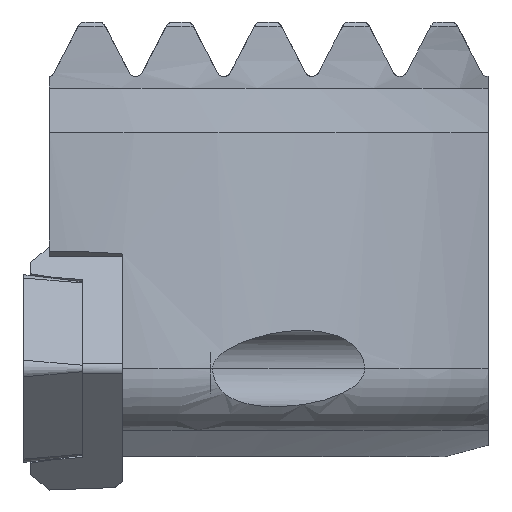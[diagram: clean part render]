
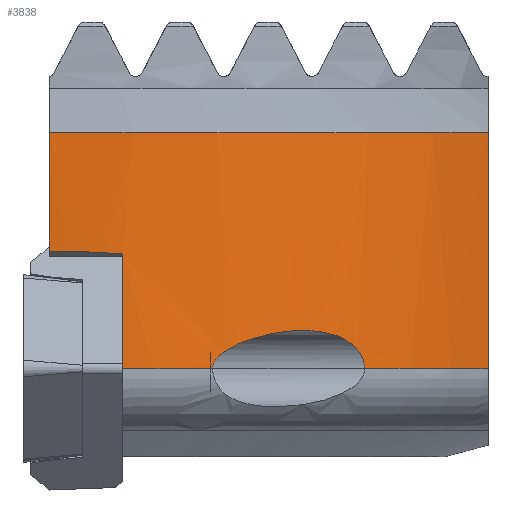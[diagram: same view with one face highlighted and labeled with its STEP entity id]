
A CAD part, left-side view. The second image highlights one B-rep face of the part: STEP entity #3838.
In plain terms, the highlighted cylindrical face has radius 37 mm (diameter 74 mm), a partial arc.
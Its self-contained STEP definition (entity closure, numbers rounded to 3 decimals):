
#3436=EDGE_CURVE('NONE',#6214,#5528,#8421,.F.);
#3838=ADVANCED_FACE('NONE',(#8862),#8863,.T.);
#3980=EDGE_CURVE('NONE',#5444,#4150,#9017,.F.);
#4080=EDGE_CURVE('NONE',#5444,#7212,#9129,.F.);
#4150=VERTEX_POINT('NONE',#9206);
#4314=EDGE_CURVE('NONE',#4150,#4672,#9385,.T.);
#4324=EDGE_CURVE('NONE',#6058,#6226,#9396,.F.);
#4672=VERTEX_POINT('NONE',#9782);
#4718=EDGE_CURVE('NONE',#6214,#7212,#9835,.F.);
#5444=VERTEX_POINT('NONE',#10659);
#5528=VERTEX_POINT('NONE',#10747);
#6058=VERTEX_POINT('NONE',#11322);
#6214=VERTEX_POINT('NONE',#11488);
#6226=VERTEX_POINT('NONE',#11502);
#6364=EDGE_CURVE('NONE',#6226,#4672,#11654,.F.);
#6712=EDGE_CURVE('NONE',#5528,#6058,#12041,.F.);
#7212=VERTEX_POINT('NONE',#12578);
#8421=LINE('',#16639,#16640);
#8862=FACE_OUTER_BOUND('',#18162,.T.);
#8863=CYLINDRICAL_SURFACE('',#18163,37.0);
#9017=ELLIPSE('',#18744,42.724,37.0);
#9129=LINE('',#19338,#19339);
#9206=CARTESIAN_POINT('',(-3.997,-5.1,7.796));
#9385=LINE('',#20133,#20134);
#9396=B_SPLINE_CURVE_WITH_KNOTS('',3,(#20149,#20150,#20151,#20152,#20153,#20154,#20155,#20156,#20157,#20158,#20159,#20160,#20161,#20162,#20163,#20164,#20165,#20166,#20167,#20168,#20169,#20170,#20171,#20172,#20173,#20174,#20175,#20176,#20177,#20178,#20179,#20180,#20181,#20182,#20183,#20184,#20185,#20186,#20187,#20188,#20189,#20190,#20191,#20192,#20193,#20194,#20195,#20196,#20197),.UNSPECIFIED.,.F.,.F.,(4,2,2,2,2,2,2,2,2,2,2,2,2,2,2,2,2,2,2,2,3,2,2,4),(-14.944,-14.432,-13.92,-13.477,-13.256,-13.034,-12.69,-12.347,-11.646,-10.945,-9.672,-8.4,-7.127,-5.854,-3.873,-2.883,-1.892,-1.419,-0.946,-0.473,0.0,0.462,0.925,1.593),.UNSPECIFIED.);
#9782=CARTESIAN_POINT('',(-3.997,-5.1,0.));
#9835=CIRCLE('',#22164,37.0);
#10659=CARTESIAN_POINT('',(-4.35,-0.1,8.0));
#10747=CARTESIAN_POINT('',(10.994,-30.0,0.));
#11322=CARTESIAN_POINT('',(2.6,-21.587,0.));
#11488=CARTESIAN_POINT('',(10.994,-30.0,16.069));
#11502=CARTESIAN_POINT('',(-2.6,-11.244,0.));
#11654=CIRCLE('',#28364,37.0);
#12041=CIRCLE('',#30453,37.0);
#12578=CARTESIAN_POINT('',(-4.35,-0.1,16.069));
#16639=CARTESIAN_POINT('',(10.994,-30.0,-9.968));
#16640=VECTOR('',#33685,1.0);
#18162=EDGE_LOOP('',(#34138,#34139,#34140,#34141,#34142,#34143,#34144,#34145));
#18163=AXIS2_PLACEMENT_3D('',#34146,#34147,#34148);
#18744=AXIS2_PLACEMENT_3D('',#34294,#34295,#34296);
#19338=CARTESIAN_POINT('',(-4.35,-0.1,-9.968));
#19339=VECTOR('',#34415,1.0);
#20133=CARTESIAN_POINT('',(-3.997,-5.1,-9.968));
#20134=VECTOR('',#34647,1.0);
#20149=CARTESIAN_POINT('',(-2.187,-12.466,-1.407));
#20150=CARTESIAN_POINT('',(-2.242,-12.312,-1.321));
#20151=CARTESIAN_POINT('',(-2.295,-12.161,-1.227));
#20152=CARTESIAN_POINT('',(-2.392,-11.878,-1.026));
#20153=CARTESIAN_POINT('',(-2.436,-11.746,-0.917));
#20154=CARTESIAN_POINT('',(-2.508,-11.53,-0.695));
#20155=CARTESIAN_POINT('',(-2.54,-11.43,-0.571));
#20156=CARTESIAN_POINT('',(-2.575,-11.322,-0.366));
#20157=CARTESIAN_POINT('',(-2.584,-11.294,-0.295));
#20158=CARTESIAN_POINT('',(-2.597,-11.254,-0.148));
#20159=CARTESIAN_POINT('',(-2.6,-11.244,-0.074));
#20160=CARTESIAN_POINT('',(-2.6,-11.244,0.115));
#20161=CARTESIAN_POINT('',(-2.592,-11.27,0.235));
#20162=CARTESIAN_POINT('',(-2.562,-11.364,0.459));
#20163=CARTESIAN_POINT('',(-2.54,-11.431,0.563));
#20164=CARTESIAN_POINT('',(-2.471,-11.643,0.831));
#20165=CARTESIAN_POINT('',(-2.409,-11.829,0.991));
#20166=CARTESIAN_POINT('',(-2.272,-12.227,1.274));
#20167=CARTESIAN_POINT('',(-2.197,-12.44,1.396));
#20168=CARTESIAN_POINT('',(-1.995,-12.996,1.683));
#20169=CARTESIAN_POINT('',(-1.848,-13.382,1.841));
#20170=CARTESIAN_POINT('',(-1.528,-14.179,2.114));
#20171=CARTESIAN_POINT('',(-1.355,-14.59,2.228));
#20172=CARTESIAN_POINT('',(-0.989,-15.415,2.413));
#20173=CARTESIAN_POINT('',(-0.796,-15.829,2.483));
#20174=CARTESIAN_POINT('',(-0.402,-16.637,2.577));
#20175=CARTESIAN_POINT('',(-0.2,-17.032,2.6));
#20176=CARTESIAN_POINT('',(0.311,-17.989,2.6));
#20177=CARTESIAN_POINT('',(0.667,-18.617,2.543));
#20178=CARTESIAN_POINT('',(1.205,-19.502,2.312));
#20179=CARTESIAN_POINT('',(1.384,-19.788,2.211));
#20180=CARTESIAN_POINT('',(1.73,-20.323,1.953));
#20181=CARTESIAN_POINT('',(1.896,-20.573,1.796));
#20182=CARTESIAN_POINT('',(2.118,-20.901,1.512));
#20183=CARTESIAN_POINT('',(2.19,-21.005,1.407));
#20184=CARTESIAN_POINT('',(2.324,-21.198,1.174));
#20185=CARTESIAN_POINT('',(2.385,-21.285,1.045));
#20186=CARTESIAN_POINT('',(2.488,-21.43,0.769));
#20187=CARTESIAN_POINT('',(2.529,-21.488,0.621));
#20188=CARTESIAN_POINT('',(2.585,-21.567,0.316));
#20189=CARTESIAN_POINT('',(2.6,-21.587,0.158));
#20190=CARTESIAN_POINT('',(2.6,-21.587,0.));
#20191=CARTESIAN_POINT('',(2.6,-21.587,-0.154));
#20192=CARTESIAN_POINT('',(2.585,-21.566,-0.32));
#20193=CARTESIAN_POINT('',(2.526,-21.484,-0.637));
#20194=CARTESIAN_POINT('',(2.482,-21.421,-0.788));
#20195=CARTESIAN_POINT('',(2.363,-21.253,-1.103));
#20196=CARTESIAN_POINT('',(2.269,-21.12,-1.283));
#20197=CARTESIAN_POINT('',(2.165,-20.968,-1.44));
#22164=AXIS2_PLACEMENT_3D('',#35138,#35139,#35140);
#28364=AXIS2_PLACEMENT_3D('',#36981,#36982,#36983);
#30453=AXIS2_PLACEMENT_3D('',#37380,#37381,#37382);
#33685=DIRECTION('',(0.,0.,1.0));
#34138=ORIENTED_EDGE('',*,*,#3436,.F.);
#34139=ORIENTED_EDGE('',*,*,#4718,.T.);
#34140=ORIENTED_EDGE('',*,*,#4080,.F.);
#34141=ORIENTED_EDGE('',*,*,#3980,.T.);
#34142=ORIENTED_EDGE('',*,*,#4314,.T.);
#34143=ORIENTED_EDGE('',*,*,#6364,.F.);
#34144=ORIENTED_EDGE('',*,*,#4324,.F.);
#34145=ORIENTED_EDGE('',*,*,#6712,.F.);
#34146=CARTESIAN_POINT('',(32.65,0.,-9.968));
#34147=DIRECTION('',(0.,0.,-1.0));
#34148=DIRECTION('',(-1.0,0.,0.));
#34294=CARTESIAN_POINT('',(32.65,0.,-13.362));
#34295=DIRECTION('',(-0.5,0.,-0.866));
#34296=DIRECTION('',(-0.866,0.,0.5));
#34415=DIRECTION('',(0.,0.,-1.0));
#34647=DIRECTION('',(0.,0.,-1.0));
#35138=CARTESIAN_POINT('',(32.65,0.,16.069));
#35139=DIRECTION('',(0.,0.,1.0));
#35140=DIRECTION('',(-1.0,0.,0.));
#36981=CARTESIAN_POINT('',(32.65,0.,0.));
#36982=DIRECTION('',(0.,0.,1.0));
#36983=DIRECTION('',(-1.0,0.,0.));
#37380=CARTESIAN_POINT('',(32.65,0.,0.));
#37381=DIRECTION('',(0.,0.,1.0));
#37382=DIRECTION('',(-1.0,0.,0.));
